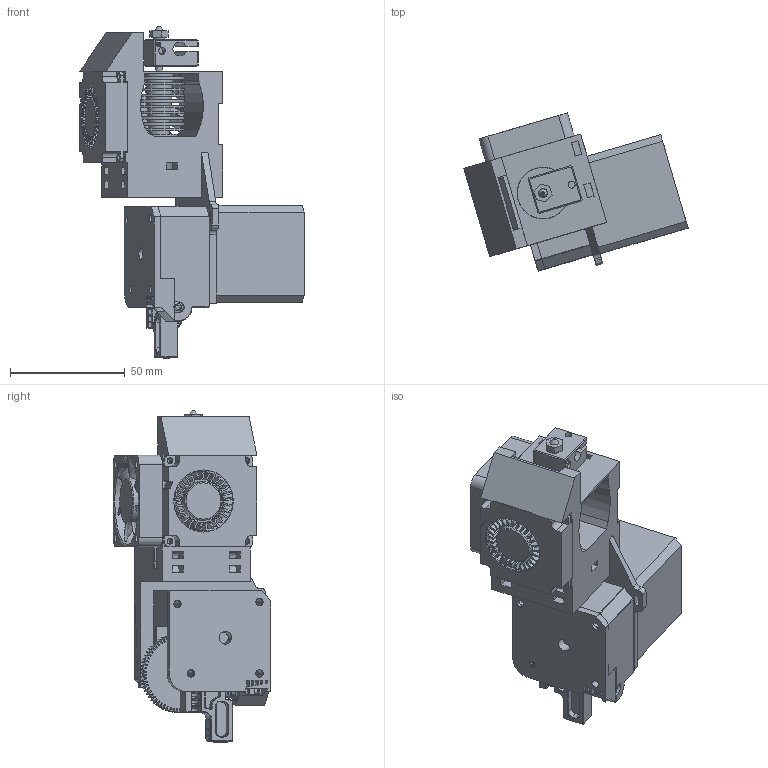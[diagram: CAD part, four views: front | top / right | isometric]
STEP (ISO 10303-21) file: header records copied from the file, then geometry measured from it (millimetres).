
FILE_DESCRIPTION(/* description */ (''),/* implementation_level */ '2;1');
FILE_NAME(/* name */ 'UBG_V6_Direct.stp',/* time_stamp */ '2019-01-16T15:10:05+01:00',/* author */ ('mn'),/* organization */ (''),/* preprocessor_version */ 'ST-DEVELOPER v17.2',/* originating_system */ 'Autodesk Inventor 2019',/* authorisation */ '');
FILE_SCHEMA (('AUTOMOTIVE_DESIGN { 1 0 10303 214 3 1 1 }'));
Products named in the file (22): UBG_V6_Direct; e3d titan; Base; hobbed wheel; filament gear; motor gear; cover; 9x5x3mm bearing; m3x8; M3 nut; idler spring; tensioner; idler bearing pin; idler bearing; guide tube; E3D_V6_Threaded; E3D V6; e3d-threaded-heatsink; Hotend_Mount_V1; Nema 17; 40mm Blower Fan; 40x40x10 DC Fan
Assembly tree (22 placements, depth 3):
  UBG_V6_Direct
    e3d titan
      Base
      9x5x3mm bearing  x2
      hobbed wheel
      filament gear
      motor gear
      cover
      m3x8
      M3 nut
      idler spring
      tensioner
      idler bearing pin
      idler bearing
      guide tube
    E3D_V6_Threaded
      E3D V6
      e3d-threaded-heatsink
    Hotend_Mount_V1
    Nema 17
    40mm Blower Fan
    40x40x10 DC Fan
Bounding box: 97.58 x 68.67 x 144.47 mm (x, y, z)
Volume: 180574.1 mm3; surface area: 94098.5 mm2
Topology: 21 solids, 23 shells, 2426 faces, 6565 edges, 4274 vertices
Faces by surface type: plane 1169, cylinder 743, bspline 293, torus 131, cone 76, sphere 14
Full cylindrical faces by diameter (mm): 0.4 x1, 0.6 x2, 1 x4, 1.55 x1, 2 x1, 2.5 x5, 2.515 x1, 2.7 x4, 2.8 x6, 3 x21, 3.2 x1, 3.3 x5, 3.45 x4, 3.5 x4, 3.65 x3, 3.8 x1, 4 x2, 4.2 x1, 4.4 x1, 4.85 x2, 4.95 x4, 5 x9, 5.5 x1, 5.6 x1, 5.69 x1, 5.9 x4, 6 x2, 6.2 x1, 6.3 x1, 6.7 x1
Entity records: 94750 total; most frequent: CARTESIAN_POINT 32868, ORIENTED_EDGE 13086, DIRECTION 11395, EDGE_CURVE 6543, VERTEX_POINT 4262, AXIS2_PLACEMENT_3D 3964, LINE 3467, VECTOR 3467
